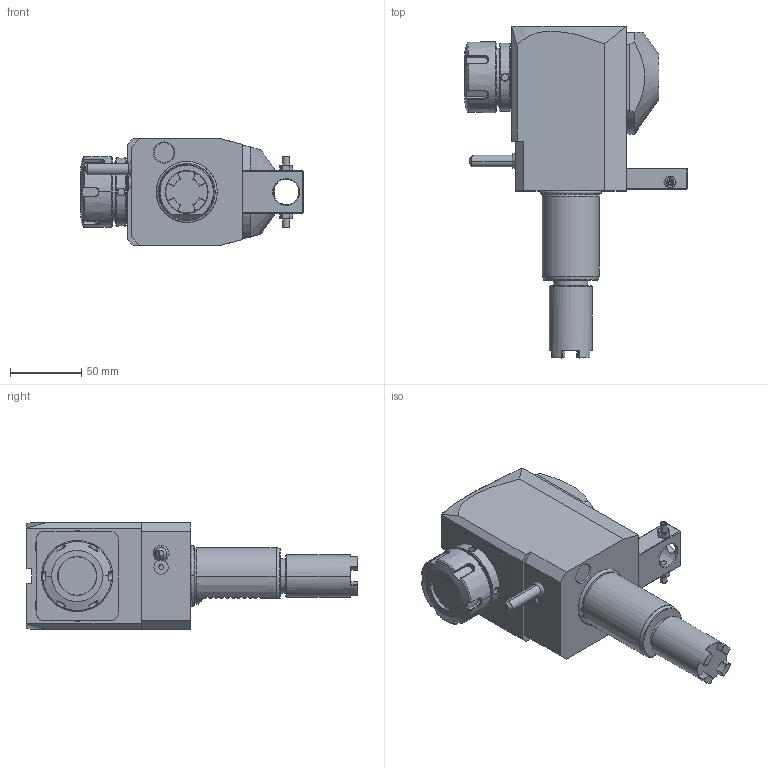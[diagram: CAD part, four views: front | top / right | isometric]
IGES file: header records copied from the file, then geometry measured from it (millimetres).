
Start section:  PTC IGES file: ngt1_40_251_32_2_2_80b.igs
Global section: file name: ngt1_40_251_32_2_2_80b.igs; native system: Pro/ENGINEER by Parametric Technology Corporation; preprocessor: 2010280; author: vali; organization: Unknown; date: 20170310.133741; units: millimetre
Bounding box: 156.6 x 233.55 x 75 mm (x, y, z)
Volume: 931223.6 mm3; surface area: 77559.6 mm2
Topology: 1 solids, 1 shells, 449 faces, 1149 edges, 716 vertices
Faces by surface type: bspline 264, revolution 183, extrusion 2
